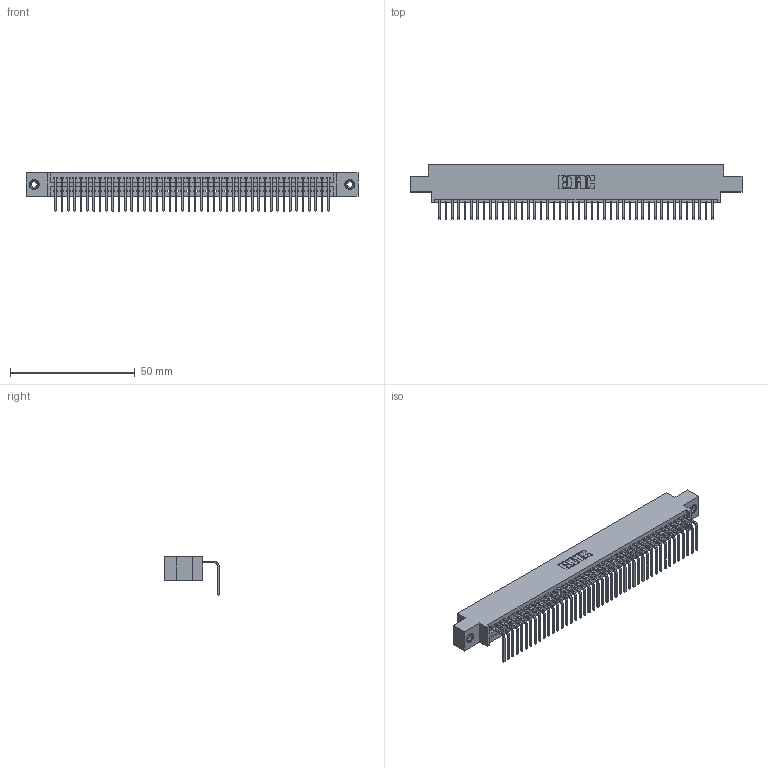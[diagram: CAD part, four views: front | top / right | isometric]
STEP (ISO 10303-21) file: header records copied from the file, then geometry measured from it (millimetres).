
FILE_DESCRIPTION (( 'STEP AP203' ), '1' );
FILE_NAME ('395-044-558-608.STEP', '2018-11-15T22:29:43', ( '' ), ( '' ), 'SwSTEP 2.0', 'SolidWorks 2016', '' );
FILE_SCHEMA (( 'CONFIG_CONTROL_DESIGN' ));
Length unit declared in the file: inch
Products named in the file (4): 345 Part_0.170 Offset - 0.156 Dia-TI; 395-044-558-608; 345-250-001_345-250-003-102; 345-292-001_558 Tail - 2
Assembly tree (47 placements, depth 2):
  395-044-558-608
    345 Part_0.170 Offset - 0.156 Dia-TI
    345-292-001_558 Tail - 2  x44
    345-250-001_345-250-003-102  x2
Bounding box: 132.97 x 21.83 x 15.37 mm (x, y, z)
Volume: 12672.6 mm3; surface area: 17875.1 mm2
Topology: 47 solids, 47 shells, 2830 faces, 8497 edges, 5598 vertices
Faces by surface type: plane 1964, cylinder 850, cone 12, torus 4
Entity records: 34248 total; most frequent: CARTESIAN_POINT 5915, ORIENTED_EDGE 5886, DIRECTION 5189, EDGE_CURVE 2943, LINE 2615, VECTOR 2615, VERTEX_POINT 1956, AXIS2_PLACEMENT_3D 1287
